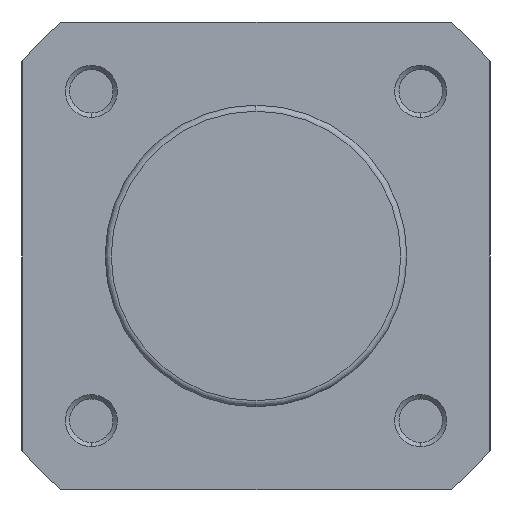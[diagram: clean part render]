
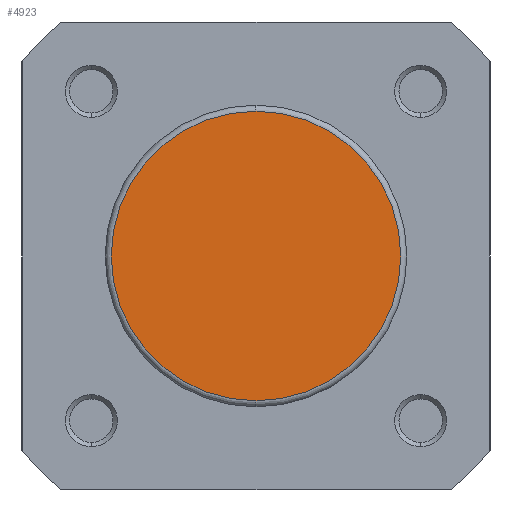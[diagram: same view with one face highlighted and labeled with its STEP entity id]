
A CAD part, left-side view. The second image highlights one B-rep face of the part: STEP entity #4923.
In plain terms, the highlighted planar face has unit normal (-1, 0, 0).
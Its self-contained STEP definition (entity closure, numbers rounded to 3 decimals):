
#287 = DIRECTION ( 'NONE',  ( 0., 0., 1. ) ) ;
#432 = CARTESIAN_POINT ( 'NONE',  ( 0., 0., 0. ) ) ;
#435 = DIRECTION ( 'NONE',  ( -1., 0., 0. ) ) ;
#601 = EDGE_CURVE ( 'NONE', #4735, #4540, #5586, .T. ) ;
#665 = EDGE_CURVE ( 'NONE', #4540, #4735, #5070, .T. ) ;
#784 = AXIS2_PLACEMENT_3D ( 'NONE', #432, #435, #287 ) ;
#815 = AXIS2_PLACEMENT_3D ( 'NONE', #2447, #2454, #2455 ) ;
#1049 = AXIS2_PLACEMENT_3D ( 'NONE', #3499, #3501, #3502 ) ;
#1247 = EDGE_LOOP ( 'NONE', ( #1685, #1684 ) ) ;
#1684 = ORIENTED_EDGE ( 'NONE', *, *, #665, .T. ) ;
#1685 = ORIENTED_EDGE ( 'NONE', *, *, #601, .T. ) ;
#2447 = CARTESIAN_POINT ( 'NONE',  ( 0., 0., 0. ) ) ;
#2454 = DIRECTION ( 'NONE',  ( -1., 0., 0. ) ) ;
#2455 = DIRECTION ( 'NONE',  ( 0., 0., 1. ) ) ;
#2623 = CARTESIAN_POINT ( 'NONE',  ( 0., 0., -16.7 ) ) ;
#2797 = CARTESIAN_POINT ( 'NONE',  ( 0., 0., 16.7 ) ) ;
#3499 = CARTESIAN_POINT ( 'NONE',  ( 0., -17.4, 0. ) ) ;
#3500 = PLANE ( 'NONE',  #1049 ) ;
#3501 = DIRECTION ( 'NONE',  ( -1., 0., 0. ) ) ;
#3502 = DIRECTION ( 'NONE',  ( 0., 0., 1. ) ) ;
#3880 = FACE_OUTER_BOUND ( 'NONE', #1247, .T. ) ;
#4540 = VERTEX_POINT ( 'NONE', #2623 ) ;
#4735 = VERTEX_POINT ( 'NONE', #2797 ) ;
#4923 = ADVANCED_FACE ( 'NONE', ( #3880 ), #3500, .T. ) ;
#5070 = CIRCLE ( 'NONE', #815, 16.7 ) ;
#5586 = CIRCLE ( 'NONE', #784, 16.7 ) ;
